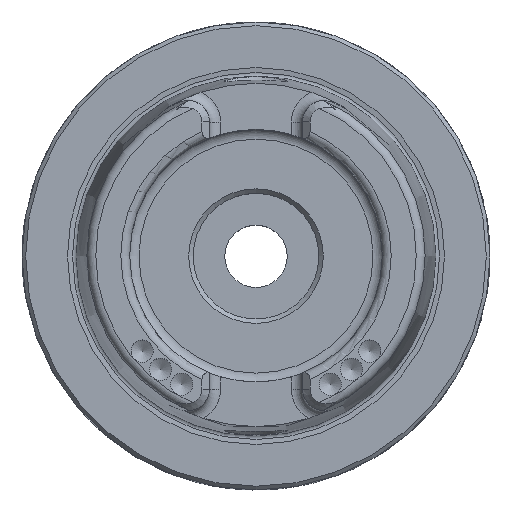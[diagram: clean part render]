
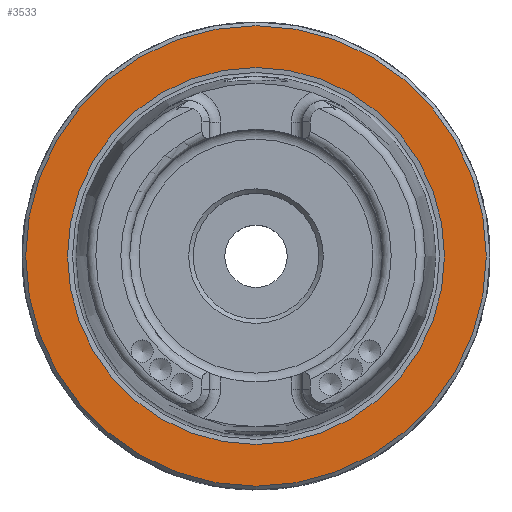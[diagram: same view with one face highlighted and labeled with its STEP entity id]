
A CAD part, top view. The second image highlights one B-rep face of the part: STEP entity #3533.
In plain terms, the highlighted planar face has unit normal (0, 0, 1).
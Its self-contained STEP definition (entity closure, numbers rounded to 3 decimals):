
#400=PLANE('',#3790);
#825=ORIENTED_EDGE('',*,*,#1307,.T.);
#826=ORIENTED_EDGE('',*,*,#1305,.F.);
#1305=EDGE_CURVE('',#1559,#1559,#1690,.T.);
#1307=EDGE_CURVE('',#1561,#1561,#1692,.T.);
#1559=VERTEX_POINT('',#5611);
#1561=VERTEX_POINT('',#5616);
#1690=CIRCLE('',#3788,25.373);
#1692=CIRCLE('',#3791,31.);
#1876=EDGE_LOOP('',(#825));
#1877=EDGE_LOOP('',(#826));
#2129=FACE_BOUND('',#1876,.T.);
#2130=FACE_BOUND('',#1877,.T.);
#3533=ADVANCED_FACE('',(#2129,#2130),#400,.T.);
#3788=AXIS2_PLACEMENT_3D('',#5610,#4370,#4371);
#3790=AXIS2_PLACEMENT_3D('',#5614,#4374,#4375);
#3791=AXIS2_PLACEMENT_3D('',#5615,#4376,#4377);
#4370=DIRECTION('',(0.,0.,1.));
#4371=DIRECTION('',(1.,0.,0.));
#4374=DIRECTION('',(0.,0.,1.));
#4375=DIRECTION('',(1.,0.,0.));
#4376=DIRECTION('',(0.,0.,1.));
#4377=DIRECTION('',(1.,0.,0.));
#5610=CARTESIAN_POINT('',(0.,0.,0.));
#5611=CARTESIAN_POINT('',(25.373,0.,0.));
#5614=CARTESIAN_POINT('',(31.,0.,0.));
#5615=CARTESIAN_POINT('',(0.,0.,0.));
#5616=CARTESIAN_POINT('',(31.,0.,0.));
